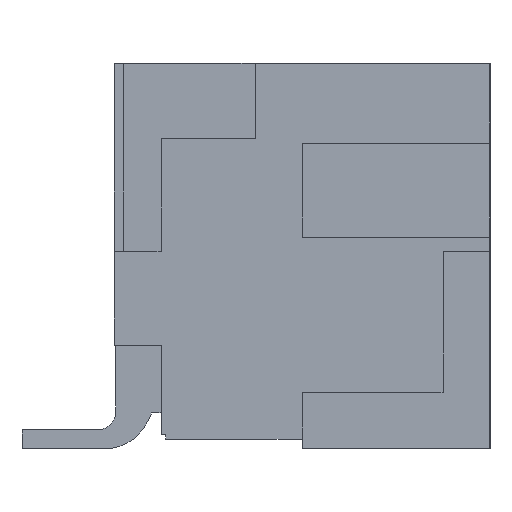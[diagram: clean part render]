
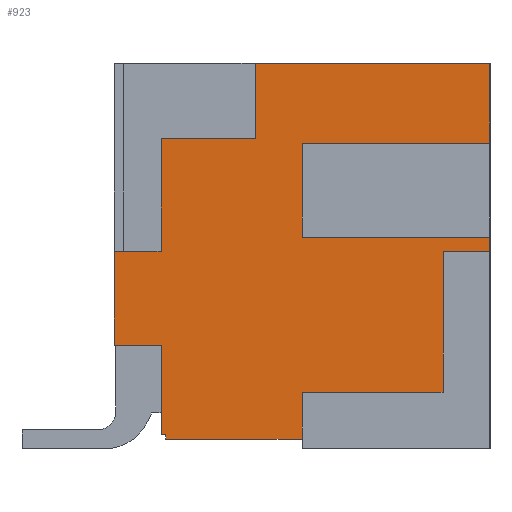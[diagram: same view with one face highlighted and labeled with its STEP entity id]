
A CAD part, left-side view. The second image highlights one B-rep face of the part: STEP entity #923.
In plain terms, the highlighted planar face has unit normal (-1, 0, 0).
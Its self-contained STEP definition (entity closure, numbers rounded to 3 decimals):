
#273 = EDGE_CURVE('',#274,#276,#278,.T.);
#274 = VERTEX_POINT('',#275);
#275 = CARTESIAN_POINT('',(-6.,1.,1.1));
#276 = VERTEX_POINT('',#277);
#277 = CARTESIAN_POINT('',(-6.,1.,0.15));
#278 = LINE('',#279,#280);
#279 = CARTESIAN_POINT('',(-6.,1.,1.1));
#280 = VECTOR('',#281,1.);
#281 = DIRECTION('',(0.,0.,-1.));
#923 = ADVANCED_FACE('',(#924),#1077,.F.);
#924 = FACE_BOUND('',#925,.F.);
#925 = EDGE_LOOP('',(#926,#936,#944,#950,#951,#959,#967,#975,#983,#991,
    #999,#1007,#1015,#1023,#1031,#1039,#1047,#1055,#1063,#1071));
#926 = ORIENTED_EDGE('',*,*,#927,.F.);
#927 = EDGE_CURVE('',#928,#930,#932,.T.);
#928 = VERTEX_POINT('',#929);
#929 = CARTESIAN_POINT('',(-6.,0.95,0.1));
#930 = VERTEX_POINT('',#931);
#931 = CARTESIAN_POINT('',(-6.,-0.5,0.1));
#932 = LINE('',#933,#934);
#933 = CARTESIAN_POINT('',(-6.,0.95,0.1));
#934 = VECTOR('',#935,1.);
#935 = DIRECTION('',(0.,-1.,0.));
#936 = ORIENTED_EDGE('',*,*,#937,.F.);
#937 = EDGE_CURVE('',#938,#928,#940,.T.);
#938 = VERTEX_POINT('',#939);
#939 = CARTESIAN_POINT('',(-6.,0.95,0.15));
#940 = LINE('',#941,#942);
#941 = CARTESIAN_POINT('',(-6.,0.95,0.15));
#942 = VECTOR('',#943,1.);
#943 = DIRECTION('',(0.,0.,-1.));
#944 = ORIENTED_EDGE('',*,*,#945,.F.);
#945 = EDGE_CURVE('',#276,#938,#946,.T.);
#946 = LINE('',#947,#948);
#947 = CARTESIAN_POINT('',(-6.,1.,0.15));
#948 = VECTOR('',#949,1.);
#949 = DIRECTION('',(0.,-1.,0.));
#950 = ORIENTED_EDGE('',*,*,#273,.F.);
#951 = ORIENTED_EDGE('',*,*,#952,.F.);
#952 = EDGE_CURVE('',#953,#274,#955,.T.);
#953 = VERTEX_POINT('',#954);
#954 = CARTESIAN_POINT('',(-6.,1.5,1.1));
#955 = LINE('',#956,#957);
#956 = CARTESIAN_POINT('',(-6.,1.5,1.1));
#957 = VECTOR('',#958,1.);
#958 = DIRECTION('',(0.,-1.,0.));
#959 = ORIENTED_EDGE('',*,*,#960,.F.);
#960 = EDGE_CURVE('',#961,#953,#963,.T.);
#961 = VERTEX_POINT('',#962);
#962 = CARTESIAN_POINT('',(-6.,1.5,2.1));
#963 = LINE('',#964,#965);
#964 = CARTESIAN_POINT('',(-6.,1.5,4.1));
#965 = VECTOR('',#966,1.);
#966 = DIRECTION('',(0.,0.,-1.));
#967 = ORIENTED_EDGE('',*,*,#968,.F.);
#968 = EDGE_CURVE('',#969,#961,#971,.T.);
#969 = VERTEX_POINT('',#970);
#970 = CARTESIAN_POINT('',(-6.,1.,2.1));
#971 = LINE('',#972,#973);
#972 = CARTESIAN_POINT('',(-6.,1.,2.1));
#973 = VECTOR('',#974,1.);
#974 = DIRECTION('',(0.,1.,0.));
#975 = ORIENTED_EDGE('',*,*,#976,.F.);
#976 = EDGE_CURVE('',#977,#969,#979,.T.);
#977 = VERTEX_POINT('',#978);
#978 = CARTESIAN_POINT('',(-6.,1.,3.3));
#979 = LINE('',#980,#981);
#980 = CARTESIAN_POINT('',(-6.,1.,3.3));
#981 = VECTOR('',#982,1.);
#982 = DIRECTION('',(0.,0.,-1.));
#983 = ORIENTED_EDGE('',*,*,#984,.F.);
#984 = EDGE_CURVE('',#985,#977,#987,.T.);
#985 = VERTEX_POINT('',#986);
#986 = CARTESIAN_POINT('',(-6.,0.,3.3));
#987 = LINE('',#988,#989);
#988 = CARTESIAN_POINT('',(-6.,0.,3.3));
#989 = VECTOR('',#990,1.);
#990 = DIRECTION('',(0.,1.,0.));
#991 = ORIENTED_EDGE('',*,*,#992,.F.);
#992 = EDGE_CURVE('',#993,#985,#995,.T.);
#993 = VERTEX_POINT('',#994);
#994 = CARTESIAN_POINT('',(-6.,0.,4.1));
#995 = LINE('',#996,#997);
#996 = CARTESIAN_POINT('',(-6.,0.,4.1));
#997 = VECTOR('',#998,1.);
#998 = DIRECTION('',(0.,0.,-1.));
#999 = ORIENTED_EDGE('',*,*,#1000,.F.);
#1000 = EDGE_CURVE('',#1001,#993,#1003,.T.);
#1001 = VERTEX_POINT('',#1002);
#1002 = CARTESIAN_POINT('',(-6.,-2.5,4.1));
#1003 = LINE('',#1004,#1005);
#1004 = CARTESIAN_POINT('',(-6.,-2.5,4.1));
#1005 = VECTOR('',#1006,1.);
#1006 = DIRECTION('',(0.,1.,0.));
#1007 = ORIENTED_EDGE('',*,*,#1008,.F.);
#1008 = EDGE_CURVE('',#1009,#1001,#1011,.T.);
#1009 = VERTEX_POINT('',#1010);
#1010 = CARTESIAN_POINT('',(-6.,-2.5,3.25));
#1011 = LINE('',#1012,#1013);
#1012 = CARTESIAN_POINT('',(-6.,-2.5,0.1));
#1013 = VECTOR('',#1014,1.);
#1014 = DIRECTION('',(0.,0.,1.));
#1015 = ORIENTED_EDGE('',*,*,#1016,.T.);
#1016 = EDGE_CURVE('',#1009,#1017,#1019,.T.);
#1017 = VERTEX_POINT('',#1018);
#1018 = CARTESIAN_POINT('',(-6.,-0.5,3.25));
#1019 = LINE('',#1020,#1021);
#1020 = CARTESIAN_POINT('',(-6.,-2.5,3.25));
#1021 = VECTOR('',#1022,1.);
#1022 = DIRECTION('',(-0.,1.,0.));
#1023 = ORIENTED_EDGE('',*,*,#1024,.F.);
#1024 = EDGE_CURVE('',#1025,#1017,#1027,.T.);
#1025 = VERTEX_POINT('',#1026);
#1026 = CARTESIAN_POINT('',(-6.,-0.5,2.25));
#1027 = LINE('',#1028,#1029);
#1028 = CARTESIAN_POINT('',(-6.,-0.5,2.25));
#1029 = VECTOR('',#1030,1.);
#1030 = DIRECTION('',(0.,0.,1.));
#1031 = ORIENTED_EDGE('',*,*,#1032,.F.);
#1032 = EDGE_CURVE('',#1033,#1025,#1035,.T.);
#1033 = VERTEX_POINT('',#1034);
#1034 = CARTESIAN_POINT('',(-6.,-2.5,2.25));
#1035 = LINE('',#1036,#1037);
#1036 = CARTESIAN_POINT('',(-6.,-2.5,2.25));
#1037 = VECTOR('',#1038,1.);
#1038 = DIRECTION('',(-0.,1.,0.));
#1039 = ORIENTED_EDGE('',*,*,#1040,.F.);
#1040 = EDGE_CURVE('',#1041,#1033,#1043,.T.);
#1041 = VERTEX_POINT('',#1042);
#1042 = CARTESIAN_POINT('',(-6.,-2.5,2.1));
#1043 = LINE('',#1044,#1045);
#1044 = CARTESIAN_POINT('',(-6.,-2.5,0.1));
#1045 = VECTOR('',#1046,1.);
#1046 = DIRECTION('',(0.,0.,1.));
#1047 = ORIENTED_EDGE('',*,*,#1048,.T.);
#1048 = EDGE_CURVE('',#1041,#1049,#1051,.T.);
#1049 = VERTEX_POINT('',#1050);
#1050 = CARTESIAN_POINT('',(-6.,-2.,2.1));
#1051 = LINE('',#1052,#1053);
#1052 = CARTESIAN_POINT('',(-6.,-2.5,2.1));
#1053 = VECTOR('',#1054,1.);
#1054 = DIRECTION('',(0.,1.,0.));
#1055 = ORIENTED_EDGE('',*,*,#1056,.T.);
#1056 = EDGE_CURVE('',#1049,#1057,#1059,.T.);
#1057 = VERTEX_POINT('',#1058);
#1058 = CARTESIAN_POINT('',(-6.,-2.,0.6));
#1059 = LINE('',#1060,#1061);
#1060 = CARTESIAN_POINT('',(-6.,-2.,2.1));
#1061 = VECTOR('',#1062,1.);
#1062 = DIRECTION('',(0.,0.,-1.));
#1063 = ORIENTED_EDGE('',*,*,#1064,.T.);
#1064 = EDGE_CURVE('',#1057,#1065,#1067,.T.);
#1065 = VERTEX_POINT('',#1066);
#1066 = CARTESIAN_POINT('',(-6.,-0.5,0.6));
#1067 = LINE('',#1068,#1069);
#1068 = CARTESIAN_POINT('',(-6.,-2.,0.6));
#1069 = VECTOR('',#1070,1.);
#1070 = DIRECTION('',(0.,1.,0.));
#1071 = ORIENTED_EDGE('',*,*,#1072,.T.);
#1072 = EDGE_CURVE('',#1065,#930,#1073,.T.);
#1073 = LINE('',#1074,#1075);
#1074 = CARTESIAN_POINT('',(-6.,-0.5,0.6));
#1075 = VECTOR('',#1076,1.);
#1076 = DIRECTION('',(0.,0.,-1.));
#1077 = PLANE('',#1078);
#1078 = AXIS2_PLACEMENT_3D('',#1079,#1080,#1081);
#1079 = CARTESIAN_POINT('',(-6.,0.95,0.1));
#1080 = DIRECTION('',(1.,0.,0.));
#1081 = DIRECTION('',(0.,0.,1.));
